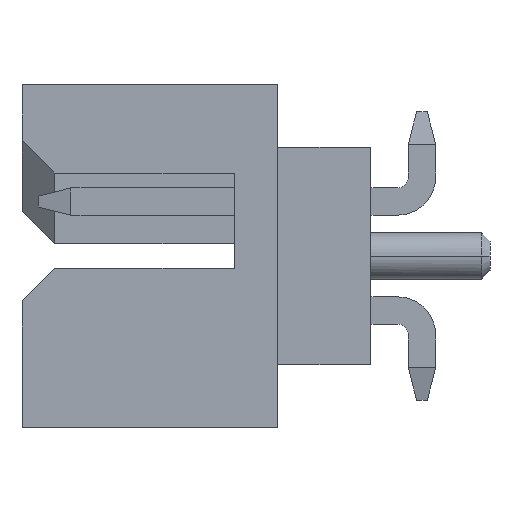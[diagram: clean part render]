
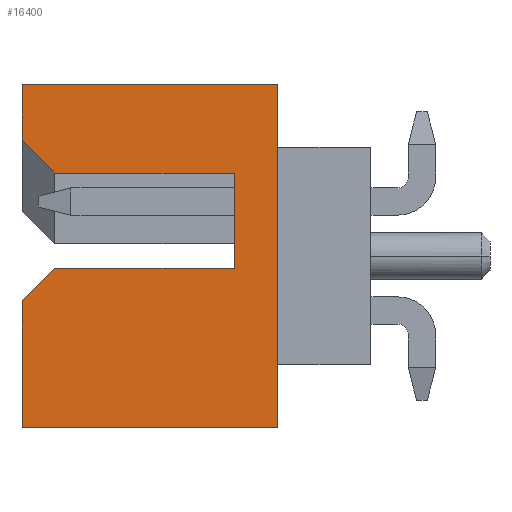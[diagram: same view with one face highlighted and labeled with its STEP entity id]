
A CAD part, left-side view. The second image highlights one B-rep face of the part: STEP entity #16400.
In plain terms, the highlighted planar face has unit normal (-1, 0, 0).
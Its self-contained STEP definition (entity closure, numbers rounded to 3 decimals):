
#13=DIRECTION('',(0.,-1.,0.));
#14=VECTOR('',#13,4.7);
#15=CARTESIAN_POINT('',(-8.325,3.2,-3.15));
#16=LINE('',#15,#14);
#5361=DIRECTION('',(0.,-1.,0.));
#5362=VECTOR('',#5361,4.7);
#5363=CARTESIAN_POINT('',(-8.325,3.2,3.15));
#5364=LINE('',#5363,#5362);
#5389=DIRECTION('',(0.,0.707,-0.707));
#5390=VECTOR('',#5389,0.849);
#5391=CARTESIAN_POINT('',(-8.325,2.6,-0.225));
#5392=LINE('',#5391,#5390);
#5405=DIRECTION('',(0.,-1.,0.));
#5406=VECTOR('',#5405,3.3);
#5407=CARTESIAN_POINT('',(-8.325,2.6,-0.225));
#5408=LINE('',#5407,#5406);
#5409=DIRECTION('',(0.,0.,-1.));
#5410=VECTOR('',#5409,1.75);
#5411=CARTESIAN_POINT('',(-8.325,-0.7,1.525));
#5412=LINE('',#5411,#5410);
#5413=DIRECTION('',(0.,-1.,0.));
#5414=VECTOR('',#5413,3.3);
#5415=CARTESIAN_POINT('',(-8.325,2.6,1.525));
#5416=LINE('',#5415,#5414);
#5417=DIRECTION('',(0.,0.,1.));
#5418=VECTOR('',#5417,1.025);
#5419=CARTESIAN_POINT('',(-8.325,3.2,2.125));
#5420=LINE('',#5419,#5418);
#5421=DIRECTION('',(0.,0.,1.));
#5422=VECTOR('',#5421,6.3);
#5423=CARTESIAN_POINT('',(-8.325,-1.5,-3.15));
#5424=LINE('',#5423,#5422);
#5425=DIRECTION('',(0.,0.,1.));
#5426=VECTOR('',#5425,2.325);
#5427=CARTESIAN_POINT('',(-8.325,3.2,-3.15));
#5428=LINE('',#5427,#5426);
#6123=DIRECTION('',(0.,-0.707,-0.707));
#6124=VECTOR('',#6123,0.849);
#6125=CARTESIAN_POINT('',(-8.325,3.2,2.125));
#6126=LINE('',#6125,#6124);
#6208=CARTESIAN_POINT('',(-8.325,3.2,-3.15));
#6210=VERTEX_POINT('',#6208);
#6275=CARTESIAN_POINT('',(-8.325,-1.5,-3.15));
#6277=VERTEX_POINT('',#6275);
#6279=CARTESIAN_POINT('',(-8.325,-1.5,3.15));
#6280=VERTEX_POINT('',#6279);
#6291=CARTESIAN_POINT('',(-8.325,3.2,3.15));
#6292=VERTEX_POINT('',#6291);
#6615=CARTESIAN_POINT('',(-8.325,-0.7,1.525));
#6616=CARTESIAN_POINT('',(-8.325,-0.7,-0.225));
#6617=VERTEX_POINT('',#6615);
#6618=VERTEX_POINT('',#6616);
#6735=CARTESIAN_POINT('',(-8.325,2.6,-0.225));
#6736=CARTESIAN_POINT('',(-8.325,3.2,-0.825));
#6737=VERTEX_POINT('',#6735);
#6738=VERTEX_POINT('',#6736);
#6747=CARTESIAN_POINT('',(-8.325,3.2,2.125));
#6748=CARTESIAN_POINT('',(-8.325,2.6,1.525));
#6749=VERTEX_POINT('',#6747);
#6750=VERTEX_POINT('',#6748);
#16380=CARTESIAN_POINT('',(-8.325,3.2,-3.15));
#16381=DIRECTION('',(-1.,0.,0.));
#16382=DIRECTION('',(0.,-1.,0.));
#16383=AXIS2_PLACEMENT_3D('',#16380,#16381,#16382);
#16384=PLANE('',#16383);
#16385=ORIENTED_EDGE('',*,*,#16370,.F.);
#16387=ORIENTED_EDGE('',*,*,#16386,.T.);
#16388=ORIENTED_EDGE('',*,*,#9009,.F.);
#16390=ORIENTED_EDGE('',*,*,#16389,.F.);
#16392=ORIENTED_EDGE('',*,*,#16391,.F.);
#16393=ORIENTED_EDGE('',*,*,#16347,.T.);
#16394=ORIENTED_EDGE('',*,*,#16276,.T.);
#16395=ORIENTED_EDGE('',*,*,#8155,.F.);
#16396=ORIENTED_EDGE('',*,*,#8130,.F.);
#16397=ORIENTED_EDGE('',*,*,#16305,.T.);
#16398=EDGE_LOOP('',(#16385,#16387,#16388,#16390,#16392,#16393,#16394,#16395,
#16396,#16397));
#16399=FACE_OUTER_BOUND('',#16398,.F.);
#16400=ADVANCED_FACE('',(#16399),#16384,.T.);
#8130=EDGE_CURVE('',#6210,#6277,#16,.T.);
#8155=EDGE_CURVE('',#6277,#6280,#5424,.T.);
#9009=EDGE_CURVE('',#6617,#6618,#5412,.T.);
#16276=EDGE_CURVE('',#6292,#6280,#5364,.T.);
#16305=EDGE_CURVE('',#6210,#6738,#5428,.T.);
#16347=EDGE_CURVE('',#6749,#6292,#5420,.T.);
#16370=EDGE_CURVE('',#6737,#6738,#5392,.T.);
#16386=EDGE_CURVE('',#6737,#6618,#5408,.T.);
#16389=EDGE_CURVE('',#6750,#6617,#5416,.T.);
#16391=EDGE_CURVE('',#6749,#6750,#6126,.T.);
